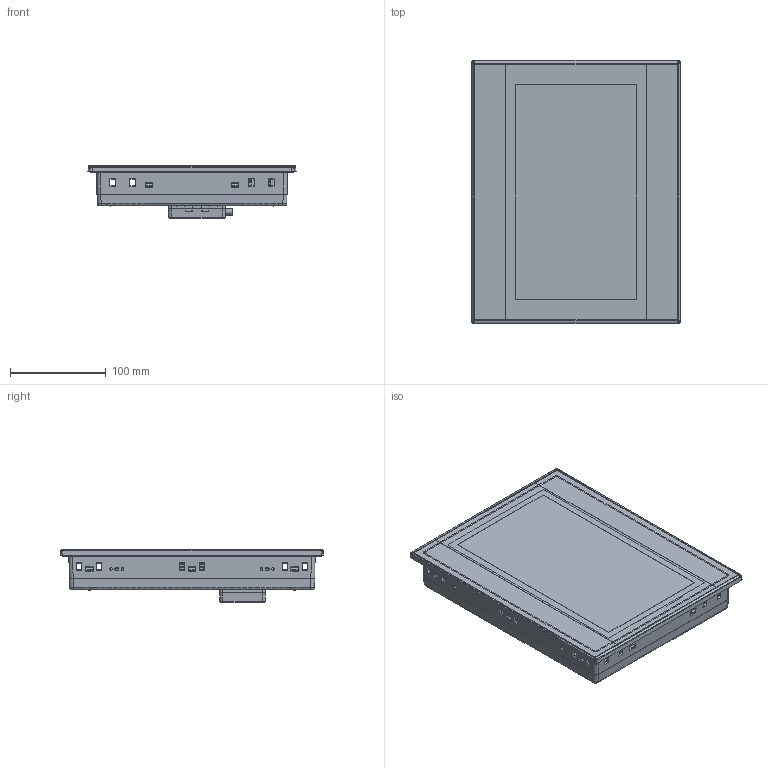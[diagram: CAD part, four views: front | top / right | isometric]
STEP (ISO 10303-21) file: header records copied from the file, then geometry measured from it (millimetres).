
FILE_DESCRIPTION(/* description */ (''),/* implementation_level */ '2;1');
FILE_NAME(/* name */ 'HC-10.1C.stp',/* time_stamp */ '2024-02-18T09:42:29+08:00',/* author */ (''),/* organization */ (''),/* preprocessor_version */ 'ST-DEVELOPER v15',/* originating_system */ 'SIEMENS PLM Software NX 8.5',/* authorisation */ '');
FILE_SCHEMA (('CONFIG_CONTROL_DESIGN'));
Products named in the file (1): HC-10.1C
Bounding box: 218 x 276 x 55.2 mm (x, y, z)
Volume: 680471.5 mm3; surface area: 694061.6 mm2
Topology: 43 solids, 49 shells, 4590 faces, 13901 edges, 9419 vertices
Faces by surface type: plane 3296, cylinder 647, bspline 487, sphere 63, cone 57, torus 40
Full cylindrical faces by diameter (mm): 1 x9, 2.5 x2, 2.6 x6, 3 x7, 3.2 x6, 3.3 x8, 3.5 x3, 5.4 x8, 6 x4, 6.5 x2
Entity records: 167259 total; most frequent: CARTESIAN_POINT 48906, ORIENTED_EDGE 27386, DIRECTION 20737, EDGE_CURVE 13693, VERTEX_POINT 9363, LINE 9275, VECTOR 9275, AXIS2_PLACEMENT_3D 5731
